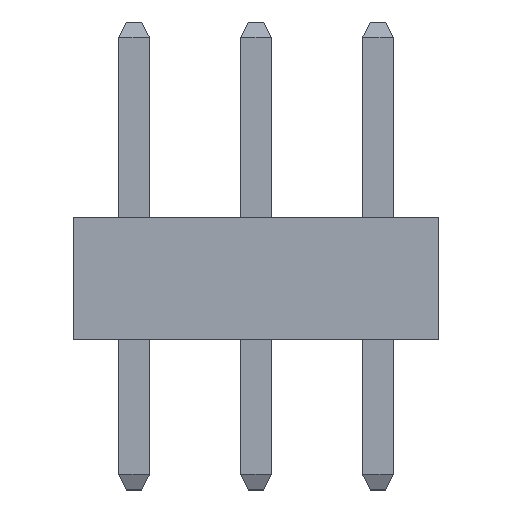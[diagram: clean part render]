
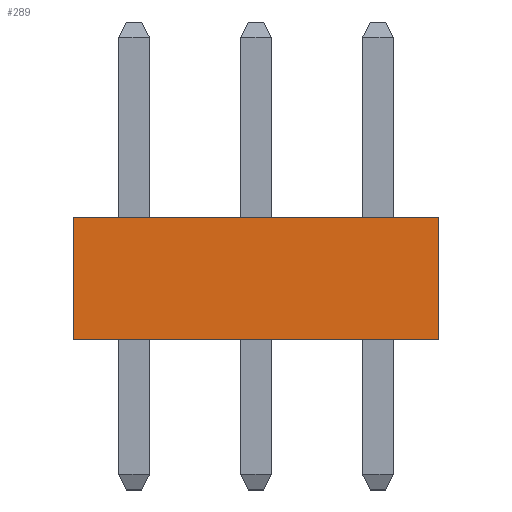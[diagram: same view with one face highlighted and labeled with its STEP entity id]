
A CAD part, top view. The second image highlights one B-rep face of the part: STEP entity #289.
In plain terms, the highlighted planar face has unit normal (0, 0, 1).
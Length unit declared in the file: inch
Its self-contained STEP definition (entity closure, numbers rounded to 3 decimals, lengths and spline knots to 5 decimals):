
#289 = ADVANCED_FACE( '', ( #665 ), #666, .F. );
#665 = FACE_OUTER_BOUND( '', #1137, .T. );
#666 = PLANE( '', #1138 );
#1137 = EDGE_LOOP( '', ( #1816, #1817, #1818, #1819 ) );
#1138 = AXIS2_PLACEMENT_3D( '', #1820, #1821, #1822 );
#1816 = ORIENTED_EDGE( '', *, *, #2982, .T. );
#1817 = ORIENTED_EDGE( '', *, *, #2983, .F. );
#1818 = ORIENTED_EDGE( '', *, *, #2963, .F. );
#1819 = ORIENTED_EDGE( '', *, *, #2984, .T. );
#1820 = CARTESIAN_POINT( '', ( -0.11811, 0.079, 0.0785 ) );
#1821 = DIRECTION( '', ( 0., 0., -1. ) );
#1822 = DIRECTION( '', ( -1., 0., 0. ) );
#2963 = EDGE_CURVE( '', #3596, #3598, #3599, .T. );
#2982 = EDGE_CURVE( '', #3628, #3629, #3630, .T. );
#2983 = EDGE_CURVE( '', #3598, #3629, #3631, .T. );
#2984 = EDGE_CURVE( '', #3596, #3628, #3632, .T. );
#3596 = VERTEX_POINT( '', #4465 );
#3598 = VERTEX_POINT( '', #4468 );
#3599 = LINE( '', #4469, #4470 );
#3628 = VERTEX_POINT( '', #4514 );
#3629 = VERTEX_POINT( '', #4515 );
#3630 = LINE( '', #4516, #4517 );
#3631 = LINE( '', #4518, #4519 );
#3632 = LINE( '', #4520, #4521 );
#4465 = CARTESIAN_POINT( '', ( -0.11811, 0.079, 0.0785 ) );
#4468 = CARTESIAN_POINT( '', ( 0.11811, 0.079, 0.0785 ) );
#4469 = CARTESIAN_POINT( '', ( -0.11811, 0.079, 0.0785 ) );
#4470 = VECTOR( '', #5198, 39.37008 );
#4514 = CARTESIAN_POINT( '', ( -0.11811, 0., 0.0785 ) );
#4515 = CARTESIAN_POINT( '', ( 0.11811, 0., 0.0785 ) );
#4516 = CARTESIAN_POINT( '', ( -0.11811, 0., 0.0785 ) );
#4517 = VECTOR( '', #5214, 39.37008 );
#4518 = CARTESIAN_POINT( '', ( 0.11811, 0.079, 0.0785 ) );
#4519 = VECTOR( '', #5215, 39.37008 );
#4520 = CARTESIAN_POINT( '', ( -0.11811, 0.079, 0.0785 ) );
#4521 = VECTOR( '', #5216, 39.37008 );
#5198 = DIRECTION( '', ( 1., 0., 0. ) );
#5214 = DIRECTION( '', ( 1., 0., 0. ) );
#5215 = DIRECTION( '', ( 0., -1., 0. ) );
#5216 = DIRECTION( '', ( 0., -1., 0. ) );
